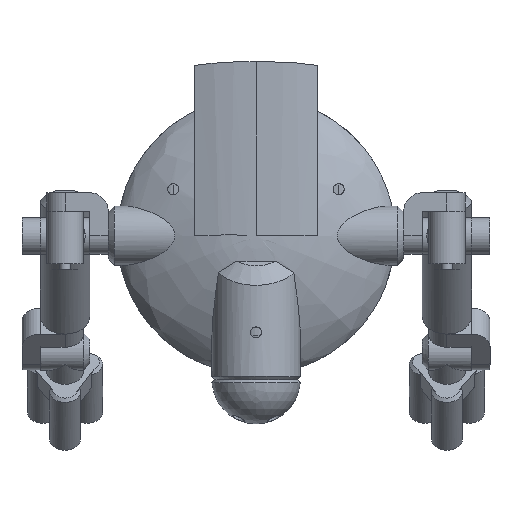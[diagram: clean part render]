
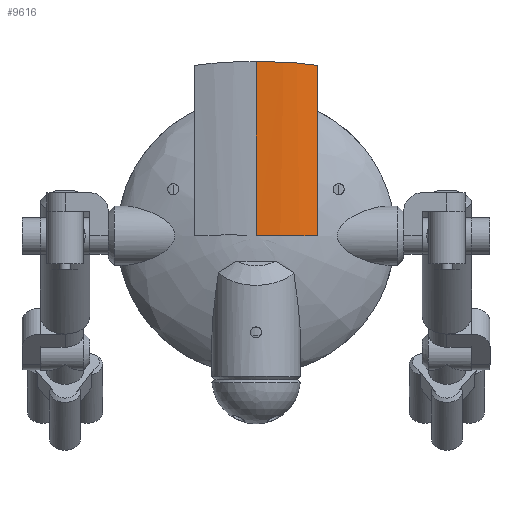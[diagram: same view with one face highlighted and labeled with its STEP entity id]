
A CAD part, top view. The second image highlights one B-rep face of the part: STEP entity #9616.
In plain terms, the highlighted free-form (B-spline) face has degree [5, 1] with [15, 2] control points.
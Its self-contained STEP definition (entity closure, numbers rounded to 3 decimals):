
#202=(
BOUNDED_CURVE()
B_SPLINE_CURVE(5,(#15295,#15296,#15297,#15298,#15299,#15300,#15301,#15302,
#15303),.UNSPECIFIED.,.F.,.F.)
B_SPLINE_CURVE_WITH_KNOTS((6,1,1,1,6),(0.618,0.7,0.8,0.9,1.),
 .UNSPECIFIED.)
CURVE()
GEOMETRIC_REPRESENTATION_ITEM()
RATIONAL_B_SPLINE_CURVE((1.,1.,1.,1.,1.,1.,1.,1.,1.))
REPRESENTATION_ITEM('')
);
#227=(
BOUNDED_SURFACE()
B_SPLINE_SURFACE(5,1,((#15566,#15567),(#15568,#15569),(#15570,#15571),(#15572,
#15573),(#15574,#15575),(#15576,#15577),(#15578,#15579),(#15580,#15581),
(#15582,#15583),(#15584,#15585),(#15586,#15587),(#15588,#15589),(#15590,
#15591),(#15592,#15593),(#15594,#15595)),.UNSPECIFIED.,.F.,.F.,.F.)
B_SPLINE_SURFACE_WITH_KNOTS((6,1,1,1,1,1,1,1,1,1,6),(2,2),(-1.,-0.9,-0.8,
-0.7,-0.6,-0.5,-0.4,-0.3,-0.2,-0.1,-0.062),(0.,3.16),
 .UNSPECIFIED.)
GEOMETRIC_REPRESENTATION_ITEM()
RATIONAL_B_SPLINE_SURFACE(((1.,1.),(1.,1.),(1.,1.),(1.,1.),(1.,1.),(1.,
1.),(1.,1.),(1.,1.),(1.,1.),(1.,1.),(1.,1.),(1.,1.),(1.,1.),(1.,1.),(1.,
1.)))
REPRESENTATION_ITEM('')
SURFACE()
);
#742=B_SPLINE_CURVE_WITH_KNOTS('',3,(#15597,#15598,#15599,#15600,#15601,
#15602),.UNSPECIFIED.,.F.,.F.,(4,2,4),(-6.382,-2.388,
-1.595),.UNSPECIFIED.);
#1095=FACE_OUTER_BOUND('',#1726,.T.);
#1726=EDGE_LOOP('',(#6833,#6834,#6835,#6836));
#2507=LINE('',#15565,#3157);
#2508=LINE('',#15603,#3158);
#3157=VECTOR('',#11632,10.);
#3158=VECTOR('',#11633,10.);
#4388=VERTEX_POINT('',#15275);
#4389=VERTEX_POINT('',#15294);
#4400=VERTEX_POINT('',#15563);
#4401=VERTEX_POINT('',#15596);
#5320=EDGE_CURVE('',#4388,#4389,#202,.T.);
#5346=EDGE_CURVE('',#4388,#4400,#2507,.T.);
#5347=EDGE_CURVE('',#4401,#4400,#742,.T.);
#5348=EDGE_CURVE('',#4389,#4401,#2508,.T.);
#6833=ORIENTED_EDGE('',*,*,#5320,.F.);
#6834=ORIENTED_EDGE('',*,*,#5346,.T.);
#6835=ORIENTED_EDGE('',*,*,#5347,.F.);
#6836=ORIENTED_EDGE('',*,*,#5348,.F.);
#9616=ADVANCED_FACE('',(#1095),#227,.T.);
#11632=DIRECTION('',(0.,1.,0.));
#11633=DIRECTION('',(0.,1.,0.));
#15275=CARTESIAN_POINT('',(10.,0.,34.698));
#15294=CARTESIAN_POINT('',(0.,0.,36.));
#15295=CARTESIAN_POINT('Ctrl Pts',(10.,0.,
34.698));
#15296=CARTESIAN_POINT('Ctrl Pts',(9.619,0.,
34.813));
#15297=CARTESIAN_POINT('Ctrl Pts',(8.784,0.,
35.054));
#15298=CARTESIAN_POINT('Ctrl Pts',(7.516,0.,
35.376));
#15299=CARTESIAN_POINT('Ctrl Pts',(5.776,0.,
35.707));
#15300=CARTESIAN_POINT('Ctrl Pts',(3.811,0.,
35.905));
#15301=CARTESIAN_POINT('Ctrl Pts',(2.017,0.,
35.983));
#15302=CARTESIAN_POINT('Ctrl Pts',(0.694,0.,
36.));
#15303=CARTESIAN_POINT('Ctrl Pts',(0.,0.,36.));
#15563=CARTESIAN_POINT('',(10.,27.631,34.698));
#15565=CARTESIAN_POINT('',(10.,0.,34.698));
#15566=CARTESIAN_POINT('Ctrl Pts',(0.,0.,36.));
#15567=CARTESIAN_POINT('Ctrl Pts',(0.,31.596,
36.));
#15568=CARTESIAN_POINT('Ctrl Pts',(0.694,0.,
36.));
#15569=CARTESIAN_POINT('Ctrl Pts',(0.694,31.596,36.));
#15570=CARTESIAN_POINT('Ctrl Pts',(2.017,0.,
35.983));
#15571=CARTESIAN_POINT('Ctrl Pts',(2.017,31.596,35.983));
#15572=CARTESIAN_POINT('Ctrl Pts',(3.811,0.,
35.905));
#15573=CARTESIAN_POINT('Ctrl Pts',(3.811,31.596,35.905));
#15574=CARTESIAN_POINT('Ctrl Pts',(5.868,0.,35.698));
#15575=CARTESIAN_POINT('Ctrl Pts',(5.868,31.596,35.698));
#15576=CARTESIAN_POINT('Ctrl Pts',(8.132,0.,35.256));
#15577=CARTESIAN_POINT('Ctrl Pts',(8.132,31.596,35.256));
#15578=CARTESIAN_POINT('Ctrl Pts',(10.372,0.,
34.62));
#15579=CARTESIAN_POINT('Ctrl Pts',(10.372,31.596,34.62));
#15580=CARTESIAN_POINT('Ctrl Pts',(12.809,0.,33.776));
#15581=CARTESIAN_POINT('Ctrl Pts',(12.809,31.596,33.776));
#15582=CARTESIAN_POINT('Ctrl Pts',(15.515,0.,
32.715));
#15583=CARTESIAN_POINT('Ctrl Pts',(15.515,31.596,32.715));
#15584=CARTESIAN_POINT('Ctrl Pts',(18.287,0.,31.441));
#15585=CARTESIAN_POINT('Ctrl Pts',(18.287,31.596,31.441));
#15586=CARTESIAN_POINT('Ctrl Pts',(20.443,0.,30.149));
#15587=CARTESIAN_POINT('Ctrl Pts',(20.443,31.596,30.149));
#15588=CARTESIAN_POINT('Ctrl Pts',(21.688,0.,
29.043));
#15589=CARTESIAN_POINT('Ctrl Pts',(21.688,31.596,29.043));
#15590=CARTESIAN_POINT('Ctrl Pts',(22.276,0.,28.213));
#15591=CARTESIAN_POINT('Ctrl Pts',(22.276,31.596,28.213));
#15592=CARTESIAN_POINT('Ctrl Pts',(22.51,0.,27.714));
#15593=CARTESIAN_POINT('Ctrl Pts',(22.51,31.596,27.714));
#15594=CARTESIAN_POINT('Ctrl Pts',(22.566,0.,27.577));
#15595=CARTESIAN_POINT('Ctrl Pts',(22.566,31.596,27.577));
#15596=CARTESIAN_POINT('',(0.,28.238,36.));
#15597=CARTESIAN_POINT('Ctrl Pts',(0.,28.238,
36.));
#15598=CARTESIAN_POINT('Ctrl Pts',(3.32,28.238,36.));
#15599=CARTESIAN_POINT('Ctrl Pts',(5.482,28.128,35.764));
#15600=CARTESIAN_POINT('Ctrl Pts',(7.708,27.915,35.306));
#15601=CARTESIAN_POINT('Ctrl Pts',(8.613,27.827,35.118));
#15602=CARTESIAN_POINT('Ctrl Pts',(10.,27.631,34.698));
#15603=CARTESIAN_POINT('',(0.,0.,36.));
